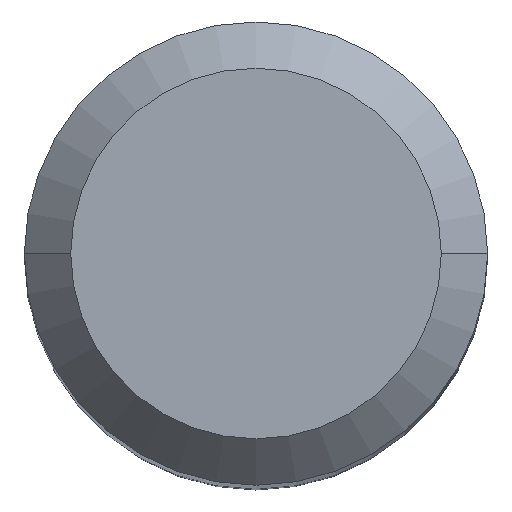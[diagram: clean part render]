
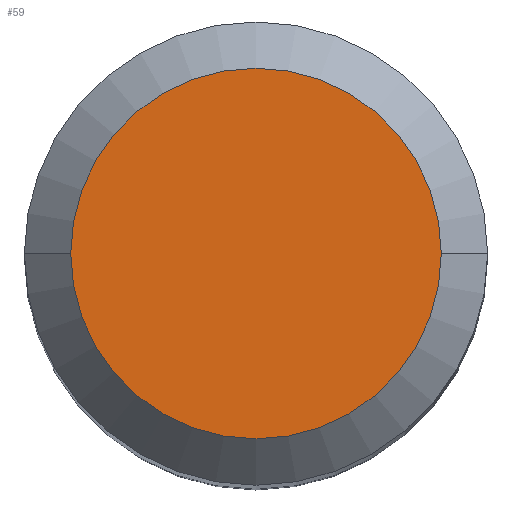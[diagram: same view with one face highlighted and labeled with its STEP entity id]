
A CAD part, top view. The second image highlights one B-rep face of the part: STEP entity #59.
In plain terms, the highlighted planar face has unit normal (0, 0, 1).
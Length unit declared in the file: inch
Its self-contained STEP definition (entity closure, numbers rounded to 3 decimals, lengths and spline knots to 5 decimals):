
#56 = ORIENTED_EDGE ( 'NONE', *, *, #66, .T. ) ;
#59 = ADVANCED_FACE ( 'NONE', ( #214 ), #487, .F. ) ;
#62 = CARTESIAN_POINT ( 'NONE',  ( 0.126, 0., 0. ) ) ;
#66 = EDGE_CURVE ( 'NONE', #454, #476, #275, .T. ) ;
#132 = EDGE_LOOP ( 'NONE', ( #397, #56 ) ) ;
#150 = AXIS2_PLACEMENT_3D ( 'NONE', #332, #448, #488 ) ;
#159 = DIRECTION ( 'NONE',  ( 0., 0., 1. ) ) ;
#171 = CIRCLE ( 'NONE', #287, 0.126 ) ;
#214 = FACE_OUTER_BOUND ( 'NONE', #132, .T. ) ;
#275 = CIRCLE ( 'NONE', #319, 0.126 ) ;
#287 = AXIS2_PLACEMENT_3D ( 'NONE', #340, #159, #307 ) ;
#292 = DIRECTION ( 'NONE',  ( 0., 0., 1. ) ) ;
#307 = DIRECTION ( 'NONE',  ( 1., 0., 0. ) ) ;
#319 = AXIS2_PLACEMENT_3D ( 'NONE', #450, #292, #473 ) ;
#332 = CARTESIAN_POINT ( 'NONE',  ( 0., 0., 0. ) ) ;
#340 = CARTESIAN_POINT ( 'NONE',  ( 0., 0., 0. ) ) ;
#346 = EDGE_CURVE ( 'NONE', #476, #454, #171, .T. ) ;
#397 = ORIENTED_EDGE ( 'NONE', *, *, #346, .T. ) ;
#402 = CARTESIAN_POINT ( 'NONE',  ( -0.126, 0., 0. ) ) ;
#448 = DIRECTION ( 'NONE',  ( 0., 0., -1. ) ) ;
#450 = CARTESIAN_POINT ( 'NONE',  ( 0., 0., 0. ) ) ;
#454 = VERTEX_POINT ( 'NONE', #62 ) ;
#473 = DIRECTION ( 'NONE',  ( 1., 0., 0. ) ) ;
#476 = VERTEX_POINT ( 'NONE', #402 ) ;
#487 = PLANE ( 'NONE',  #150 ) ;
#488 = DIRECTION ( 'NONE',  ( -1., 0., 0. ) ) ;
